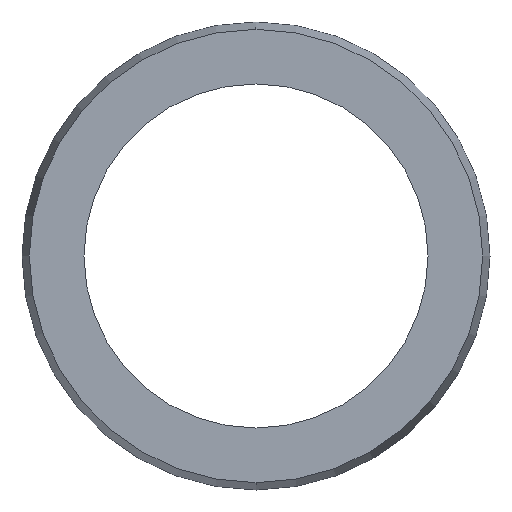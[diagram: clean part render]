
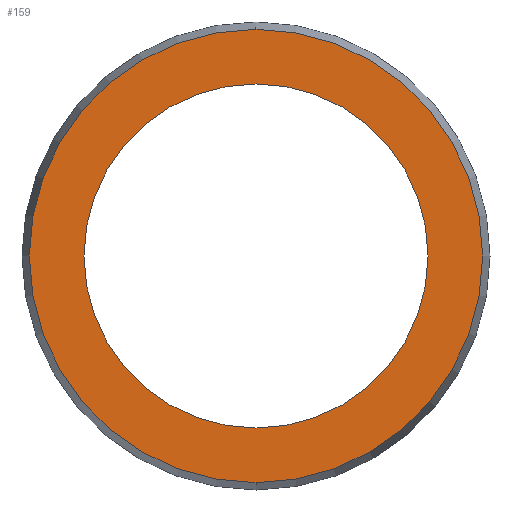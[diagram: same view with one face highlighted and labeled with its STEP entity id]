
A CAD part, left-side view. The second image highlights one B-rep face of the part: STEP entity #159.
In plain terms, the highlighted planar face has unit normal (-1, 0, 0).
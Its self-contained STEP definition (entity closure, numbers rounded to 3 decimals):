
#1 = DIRECTION ( 'NONE',  ( 0., 0., 1. ) ) ;
#6 = PLANE ( 'NONE',  #81 ) ;
#36 = FACE_OUTER_BOUND ( 'NONE', #275, .T. ) ;
#41 = CIRCLE ( 'NONE', #298, 32.928 ) ;
#51 = EDGE_LOOP ( 'NONE', ( #456, #69 ) ) ;
#69 = ORIENTED_EDGE ( 'NONE', *, *, #103, .F. ) ;
#81 = AXIS2_PLACEMENT_3D ( 'NONE', #390, #180, #359 ) ;
#95 = VERTEX_POINT ( 'NONE', #343 ) ;
#103 = EDGE_CURVE ( 'NONE', #372, #95, #452, .T. ) ;
#159 = ADVANCED_FACE ( 'NONE', ( #213, #36 ), #6, .F. ) ;
#162 = DIRECTION ( 'NONE',  ( 0., 0., 1. ) ) ;
#170 = DIRECTION ( 'NONE',  ( -1., 0., 0. ) ) ;
#180 = DIRECTION ( 'NONE',  ( 1., 0., 0. ) ) ;
#183 = VERTEX_POINT ( 'NONE', #360 ) ;
#199 = ORIENTED_EDGE ( 'NONE', *, *, #424, .T. ) ;
#209 = DIRECTION ( 'NONE',  ( -1., 0., 0. ) ) ;
#213 = FACE_BOUND ( 'NONE', #51, .T. ) ;
#220 = CARTESIAN_POINT ( 'NONE',  ( 0., 0., 0. ) ) ;
#232 = EDGE_CURVE ( 'NONE', #95, #372, #394, .T. ) ;
#240 = CARTESIAN_POINT ( 'NONE',  ( 0., 0., 0. ) ) ;
#252 = CIRCLE ( 'NONE', #320, 32.928 ) ;
#258 = CARTESIAN_POINT ( 'NONE',  ( 0., 0., -32.928 ) ) ;
#260 = EDGE_CURVE ( 'NONE', #183, #296, #252, .T. ) ;
#275 = EDGE_LOOP ( 'NONE', ( #199, #400 ) ) ;
#296 = VERTEX_POINT ( 'NONE', #258 ) ;
#298 = AXIS2_PLACEMENT_3D ( 'NONE', #305, #170, #162 ) ;
#305 = CARTESIAN_POINT ( 'NONE',  ( 0., 0., 0. ) ) ;
#320 = AXIS2_PLACEMENT_3D ( 'NONE', #362, #368, #428 ) ;
#333 = AXIS2_PLACEMENT_3D ( 'NONE', #220, #358, #1 ) ;
#343 = CARTESIAN_POINT ( 'NONE',  ( 0., 0., 25. ) ) ;
#346 = DIRECTION ( 'NONE',  ( 0., 0., 1. ) ) ;
#358 = DIRECTION ( 'NONE',  ( -1., 0., 0. ) ) ;
#359 = DIRECTION ( 'NONE',  ( 0., 0., -1. ) ) ;
#360 = CARTESIAN_POINT ( 'NONE',  ( 0., 0., 32.928 ) ) ;
#362 = CARTESIAN_POINT ( 'NONE',  ( 0., 0., 0. ) ) ;
#368 = DIRECTION ( 'NONE',  ( -1., 0., 0. ) ) ;
#372 = VERTEX_POINT ( 'NONE', #393 ) ;
#390 = CARTESIAN_POINT ( 'NONE',  ( 0., 32.928, 0. ) ) ;
#393 = CARTESIAN_POINT ( 'NONE',  ( 0., 0., -25. ) ) ;
#394 = CIRCLE ( 'NONE', #333, 25. ) ;
#400 = ORIENTED_EDGE ( 'NONE', *, *, #260, .T. ) ;
#424 = EDGE_CURVE ( 'NONE', #296, #183, #41, .T. ) ;
#428 = DIRECTION ( 'NONE',  ( 0., 0., 1. ) ) ;
#429 = AXIS2_PLACEMENT_3D ( 'NONE', #240, #209, #346 ) ;
#452 = CIRCLE ( 'NONE', #429, 25. ) ;
#456 = ORIENTED_EDGE ( 'NONE', *, *, #232, .F. ) ;
